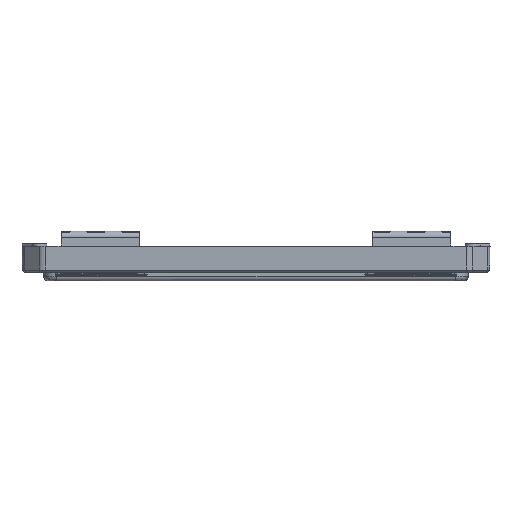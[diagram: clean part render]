
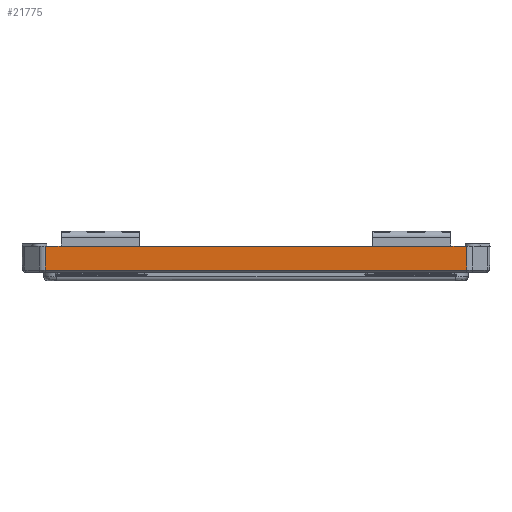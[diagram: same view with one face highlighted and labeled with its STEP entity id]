
A CAD part, left-side view. The second image highlights one B-rep face of the part: STEP entity #21775.
In plain terms, the highlighted planar face has unit normal (-1, 0, -0.018).
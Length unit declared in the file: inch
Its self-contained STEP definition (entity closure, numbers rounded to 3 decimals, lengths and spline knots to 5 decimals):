
#888 = DIRECTION ( 'NONE',  ( 0.017, -0.007, -1. ) ) ;
#997 = LINE ( 'NONE', #9834, #1037 ) ;
#1008 = ORIENTED_EDGE ( 'NONE', *, *, #8063, .T. ) ;
#1037 = VECTOR ( 'NONE', #888, 39.37008 ) ;
#1162 = CARTESIAN_POINT ( 'NONE',  ( -5.9155, 6.1655, 1. ) ) ;
#1785 = LINE ( 'NONE', #20318, #13921 ) ;
#2467 = VERTEX_POINT ( 'NONE', #4127 ) ;
#2862 = VERTEX_POINT ( 'NONE', #8626 ) ;
#3046 = DIRECTION ( 'NONE',  ( 0., 1., 0. ) ) ;
#4127 = CARTESIAN_POINT ( 'NONE',  ( -5.90346, 6.05697, 0.30999 ) ) ;
#4307 = ORIENTED_EDGE ( 'NONE', *, *, #9671, .T. ) ;
#4807 = CARTESIAN_POINT ( 'NONE',  ( -5.9155, 6.1655, 1. ) ) ;
#5276 = VERTEX_POINT ( 'NONE', #20750 ) ;
#5279 = VECTOR ( 'NONE', #6783, 39.37008 ) ;
#5577 = LINE ( 'NONE', #10551, #16064 ) ;
#6057 = CARTESIAN_POINT ( 'NONE',  ( -5.9155, 3.353, 1. ) ) ;
#6119 = EDGE_CURVE ( 'NONE', #2862, #11489, #9972, .T. ) ;
#6617 = LINE ( 'NONE', #1162, #20778 ) ;
#6783 = DIRECTION ( 'NONE',  ( 0., 1., 0. ) ) ;
#7068 = CARTESIAN_POINT ( 'NONE',  ( -5.90346, -6.05697, 0.30999 ) ) ;
#7384 = DIRECTION ( 'NONE',  ( 0., 1., 0. ) ) ;
#7639 = DIRECTION ( 'NONE',  ( -0.017, 0., 1. ) ) ;
#7941 = EDGE_CURVE ( 'NONE', #2862, #8278, #6617, .T. ) ;
#8063 = EDGE_CURVE ( 'NONE', #8278, #19325, #5577, .T. ) ;
#8187 = DIRECTION ( 'NONE',  ( 0., 1., 0. ) ) ;
#8278 = VERTEX_POINT ( 'NONE', #19211 ) ;
#8434 = VERTEX_POINT ( 'NONE', #20100 ) ;
#8626 = CARTESIAN_POINT ( 'NONE',  ( -5.9155, -6.06196, 1. ) ) ;
#9255 = CARTESIAN_POINT ( 'NONE',  ( -5.9155, 6.1655, 1. ) ) ;
#9448 = EDGE_LOOP ( 'NONE', ( #10232, #17927, #19047, #21133, #16606, #1008, #9684, #4307 ) ) ;
#9671 = EDGE_CURVE ( 'NONE', #14472, #8434, #1785, .T. ) ;
#9684 = ORIENTED_EDGE ( 'NONE', *, *, #9836, .T. ) ;
#9736 = EDGE_CURVE ( 'NONE', #11489, #2467, #13879, .T. ) ;
#9834 = CARTESIAN_POINT ( 'NONE',  ( -5.9155, 6.06196, 1. ) ) ;
#9836 = EDGE_CURVE ( 'NONE', #19325, #14472, #14216, .T. ) ;
#9972 = LINE ( 'NONE', #11654, #12097 ) ;
#10232 = ORIENTED_EDGE ( 'NONE', *, *, #19981, .T. ) ;
#10393 = CARTESIAN_POINT ( 'NONE',  ( -5.90346, -0.00002, 0.30999 ) ) ;
#10551 = CARTESIAN_POINT ( 'NONE',  ( -5.9155, 6.1655, 1. ) ) ;
#10928 = CARTESIAN_POINT ( 'NONE',  ( -5.9155, 6.1655, 1. ) ) ;
#11045 = FACE_OUTER_BOUND ( 'NONE', #9448, .T. ) ;
#11489 = VERTEX_POINT ( 'NONE', #7068 ) ;
#11654 = CARTESIAN_POINT ( 'NONE',  ( -5.91474, -6.06165, 0.95619 ) ) ;
#12097 = VECTOR ( 'NONE', #18538, 39.37008 ) ;
#12562 = EDGE_CURVE ( 'NONE', #5276, #2467, #997, .T. ) ;
#12861 = LINE ( 'NONE', #4807, #13476 ) ;
#13268 = DIRECTION ( 'NONE',  ( 0., 1., 0. ) ) ;
#13476 = VECTOR ( 'NONE', #13268, 39.37008 ) ;
#13879 = LINE ( 'NONE', #10393, #5279 ) ;
#13921 = VECTOR ( 'NONE', #3046, 39.37008 ) ;
#14216 = LINE ( 'NONE', #9255, #14655 ) ;
#14472 = VERTEX_POINT ( 'NONE', #6057 ) ;
#14653 = PLANE ( 'NONE',  #18932 ) ;
#14655 = VECTOR ( 'NONE', #20984, 39.37008 ) ;
#16064 = VECTOR ( 'NONE', #7384, 39.37008 ) ;
#16606 = ORIENTED_EDGE ( 'NONE', *, *, #7941, .T. ) ;
#17927 = ORIENTED_EDGE ( 'NONE', *, *, #12562, .T. ) ;
#18538 = DIRECTION ( 'NONE',  ( 0.017, 0.007, -1. ) ) ;
#18932 = AXIS2_PLACEMENT_3D ( 'NONE', #10928, #21539, #7639 ) ;
#19047 = ORIENTED_EDGE ( 'NONE', *, *, #9736, .F. ) ;
#19211 = CARTESIAN_POINT ( 'NONE',  ( -5.9155, -5.6025, 1. ) ) ;
#19325 = VERTEX_POINT ( 'NONE', #19489 ) ;
#19489 = CARTESIAN_POINT ( 'NONE',  ( -5.9155, -3.353, 1. ) ) ;
#19981 = EDGE_CURVE ( 'NONE', #8434, #5276, #12861, .T. ) ;
#20100 = CARTESIAN_POINT ( 'NONE',  ( -5.9155, 5.6025, 1. ) ) ;
#20318 = CARTESIAN_POINT ( 'NONE',  ( -5.9155, 6.1655, 1. ) ) ;
#20750 = CARTESIAN_POINT ( 'NONE',  ( -5.9155, 6.06196, 1. ) ) ;
#20778 = VECTOR ( 'NONE', #8187, 39.37008 ) ;
#20984 = DIRECTION ( 'NONE',  ( 0., 1., 0. ) ) ;
#21133 = ORIENTED_EDGE ( 'NONE', *, *, #6119, .F. ) ;
#21539 = DIRECTION ( 'NONE',  ( -1., 0., -0.017 ) ) ;
#21775 = ADVANCED_FACE ( 'NONE', ( #11045 ), #14653, .T. ) ;
